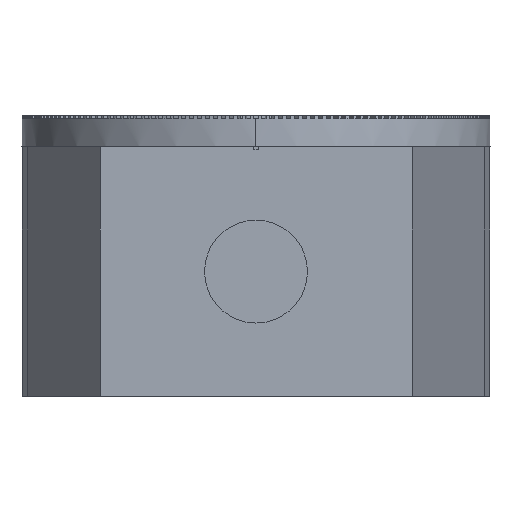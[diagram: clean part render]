
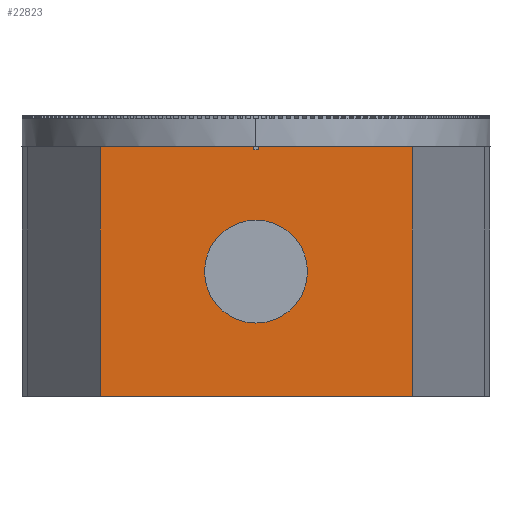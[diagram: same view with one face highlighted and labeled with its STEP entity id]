
A CAD part, front view. The second image highlights one B-rep face of the part: STEP entity #22823.
In plain terms, the highlighted face is planar.
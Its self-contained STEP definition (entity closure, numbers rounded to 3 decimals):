
#544 = CARTESIAN_POINT ( 'NONE',  ( -1.65, 4., 12. ) ) ;
#1829 = LINE ( 'NONE', #31346, #11151 ) ;
#1861 = VECTOR ( 'NONE', #43078, 1000. ) ;
#2498 = ORIENTED_EDGE ( 'NONE', *, *, #37546, .T. ) ;
#2764 = VERTEX_POINT ( 'NONE', #60292 ) ;
#3929 = EDGE_CURVE ( 'NONE', #18844, #13200, #1829, .T. ) ;
#4648 = DIRECTION ( 'NONE',  ( 0., 1., 0. ) ) ;
#4992 = CARTESIAN_POINT ( 'NONE',  ( 5., 0., 12. ) ) ;
#5466 = CARTESIAN_POINT ( 'NONE',  ( -5., 8., 12. ) ) ;
#5794 = CARTESIAN_POINT ( 'NONE',  ( -5., 8., 12. ) ) ;
#6084 = LINE ( 'NONE', #5466, #1861 ) ;
#8417 = DIRECTION ( 'NONE',  ( 0., -1., 0. ) ) ;
#8550 = CARTESIAN_POINT ( 'NONE',  ( 0., 4., 12. ) ) ;
#8696 = EDGE_CURVE ( 'NONE', #49044, #31635, #9237, .T. ) ;
#9237 = LINE ( 'NONE', #42285, #22827 ) ;
#9743 = CARTESIAN_POINT ( 'NONE',  ( -5., 0., 12. ) ) ;
#10385 = CARTESIAN_POINT ( 'NONE',  ( 5., 8., 12. ) ) ;
#11151 = VECTOR ( 'NONE', #40335, 1000. ) ;
#11378 = VECTOR ( 'NONE', #4648, 1000. ) ;
#12560 = VECTOR ( 'NONE', #8417, 1000. ) ;
#13200 = VERTEX_POINT ( 'NONE', #63493 ) ;
#13531 = EDGE_CURVE ( 'NONE', #2764, #38711, #58832, .T. ) ;
#13571 = EDGE_CURVE ( 'NONE', #51613, #61918, #45435, .T. ) ;
#14300 = EDGE_LOOP ( 'NONE', ( #57232, #61839, #14585, #25697, #37739, #2498, #45967, #18973 ) ) ;
#14546 = AXIS2_PLACEMENT_3D ( 'NONE', #39304, #63072, #15255 ) ;
#14585 = ORIENTED_EDGE ( 'NONE', *, *, #32218, .T. ) ;
#14587 = AXIS2_PLACEMENT_3D ( 'NONE', #8550, #17541, #37109 ) ;
#15211 = DIRECTION ( 'NONE',  ( -1., 0., 0. ) ) ;
#15255 = DIRECTION ( 'NONE',  ( -1., 0., 0. ) ) ;
#15675 = VERTEX_POINT ( 'NONE', #26315 ) ;
#16653 = CIRCLE ( 'NONE', #14587, 1.65 ) ;
#17541 = DIRECTION ( 'NONE',  ( 0., 0., 1. ) ) ;
#17733 = AXIS2_PLACEMENT_3D ( 'NONE', #58507, #19055, #53703 ) ;
#18361 = LINE ( 'NONE', #56877, #12560 ) ;
#18844 = VERTEX_POINT ( 'NONE', #57570 ) ;
#18973 = ORIENTED_EDGE ( 'NONE', *, *, #56944, .F. ) ;
#19055 = DIRECTION ( 'NONE',  ( 0., 0., 1. ) ) ;
#20138 = DIRECTION ( 'NONE',  ( 1., 0., 0. ) ) ;
#20475 = EDGE_CURVE ( 'NONE', #18844, #40290, #63143, .T. ) ;
#22823 = ADVANCED_FACE ( 'NONE', ( #59524, #35150 ), #58568, .F. ) ;
#22827 = VECTOR ( 'NONE', #57368, 1000. ) ;
#24514 = LINE ( 'NONE', #54682, #24846 ) ;
#24776 = CARTESIAN_POINT ( 'NONE',  ( 1.65, 4., 12. ) ) ;
#24846 = VECTOR ( 'NONE', #15211, 1000. ) ;
#25697 = ORIENTED_EDGE ( 'NONE', *, *, #53066, .T. ) ;
#26315 = CARTESIAN_POINT ( 'NONE',  ( -0.075, 7.9, 12. ) ) ;
#27997 = VECTOR ( 'NONE', #39244, 1000. ) ;
#28426 = ORIENTED_EDGE ( 'NONE', *, *, #13571, .F. ) ;
#29041 = LINE ( 'NONE', #58218, #11378 ) ;
#31346 = CARTESIAN_POINT ( 'NONE',  ( 0.075, 8., 12. ) ) ;
#31635 = VERTEX_POINT ( 'NONE', #33108 ) ;
#32218 = EDGE_CURVE ( 'NONE', #13200, #15675, #24514, .T. ) ;
#33108 = CARTESIAN_POINT ( 'NONE',  ( -0.075, 8., 12. ) ) ;
#34401 = ORIENTED_EDGE ( 'NONE', *, *, #58101, .F. ) ;
#35150 = FACE_BOUND ( 'NONE', #46674, .T. ) ;
#37109 = DIRECTION ( 'NONE',  ( 1., 0., 0. ) ) ;
#37546 = EDGE_CURVE ( 'NONE', #49044, #2764, #6084, .T. ) ;
#37739 = ORIENTED_EDGE ( 'NONE', *, *, #8696, .F. ) ;
#38711 = VERTEX_POINT ( 'NONE', #4992 ) ;
#39244 = DIRECTION ( 'NONE',  ( 1., 0., 0. ) ) ;
#39304 = CARTESIAN_POINT ( 'NONE',  ( -5., 8., 12. ) ) ;
#39369 = CARTESIAN_POINT ( 'NONE',  ( -5., 8., 12. ) ) ;
#40290 = VERTEX_POINT ( 'NONE', #10385 ) ;
#40335 = DIRECTION ( 'NONE',  ( 0., -1., 0. ) ) ;
#42285 = CARTESIAN_POINT ( 'NONE',  ( -5., 8., 12. ) ) ;
#43078 = DIRECTION ( 'NONE',  ( 0., -1., 0. ) ) ;
#45435 = CIRCLE ( 'NONE', #17733, 1.65 ) ;
#45967 = ORIENTED_EDGE ( 'NONE', *, *, #13531, .T. ) ;
#46674 = EDGE_LOOP ( 'NONE', ( #28426, #34401 ) ) ;
#49044 = VERTEX_POINT ( 'NONE', #5794 ) ;
#51613 = VERTEX_POINT ( 'NONE', #24776 ) ;
#53066 = EDGE_CURVE ( 'NONE', #15675, #31635, #29041, .T. ) ;
#53703 = DIRECTION ( 'NONE',  ( 1., 0., 0. ) ) ;
#54367 = VECTOR ( 'NONE', #20138, 1000. ) ;
#54682 = CARTESIAN_POINT ( 'NONE',  ( -5., 7.9, 12. ) ) ;
#56877 = CARTESIAN_POINT ( 'NONE',  ( 5., 8., 12. ) ) ;
#56944 = EDGE_CURVE ( 'NONE', #40290, #38711, #18361, .T. ) ;
#57232 = ORIENTED_EDGE ( 'NONE', *, *, #20475, .F. ) ;
#57368 = DIRECTION ( 'NONE',  ( 1., 0., 0. ) ) ;
#57570 = CARTESIAN_POINT ( 'NONE',  ( 0.075, 8., 12. ) ) ;
#58101 = EDGE_CURVE ( 'NONE', #61918, #51613, #16653, .T. ) ;
#58218 = CARTESIAN_POINT ( 'NONE',  ( -0.075, 8., 12. ) ) ;
#58507 = CARTESIAN_POINT ( 'NONE',  ( 0., 4., 12. ) ) ;
#58568 = PLANE ( 'NONE',  #14546 ) ;
#58832 = LINE ( 'NONE', #9743, #27997 ) ;
#59524 = FACE_OUTER_BOUND ( 'NONE', #14300, .T. ) ;
#60292 = CARTESIAN_POINT ( 'NONE',  ( -5., 0., 12. ) ) ;
#61839 = ORIENTED_EDGE ( 'NONE', *, *, #3929, .T. ) ;
#61918 = VERTEX_POINT ( 'NONE', #544 ) ;
#63072 = DIRECTION ( 'NONE',  ( 0., 0., -1. ) ) ;
#63143 = LINE ( 'NONE', #39369, #54367 ) ;
#63493 = CARTESIAN_POINT ( 'NONE',  ( 0.075, 7.9, 12. ) ) ;
